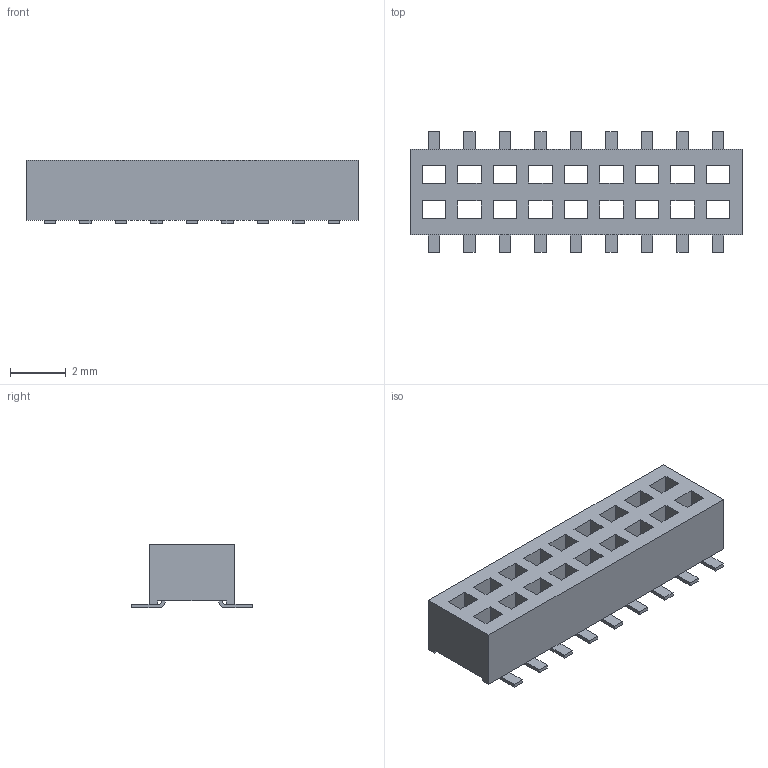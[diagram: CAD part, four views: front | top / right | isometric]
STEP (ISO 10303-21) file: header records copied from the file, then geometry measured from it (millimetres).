
FILE_DESCRIPTION(('FreeCAD Model'),'2;1');
FILE_NAME('Open CASCADE Shape Model','2025-01-12T20:22:10',(''),(''), 'Open CASCADE STEP processor 7.8','FreeCAD','Unknown');
FILE_SCHEMA(('AUTOMOTIVE_DESIGN { 1 0 10303 214 1 1 1 1 }'));
Length unit declared in the file: millimetre
Products named in the file (3): C-106-22-1-G-09-BE_Pin001; CLP-109-2-G-D-BETRM; C-106-22-1-G-09-BE_Pin
Bounding box: 11.86 x 4.32 x 2.29 mm (x, y, z)
Volume: 56.7 mm3; surface area: 267.4 mm2
Topology: 3 solids, 3 shells, 230 faces, 672 edges, 448 vertices
Faces by surface type: plane 194, cylinder 36
Entity records: 7658 total; most frequent: CARTESIAN_POINT 1351, ORIENTED_EDGE 1344, DIRECTION 1206, EDGE_CURVE 672, LINE 600, VECTOR 600, VERTEX_POINT 448, AXIS2_PLACEMENT_3D 303
